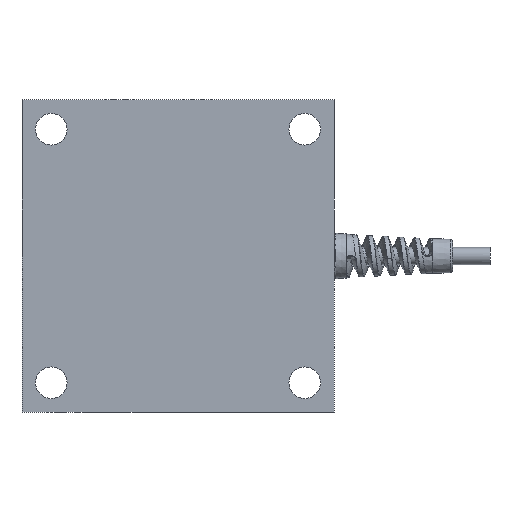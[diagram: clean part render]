
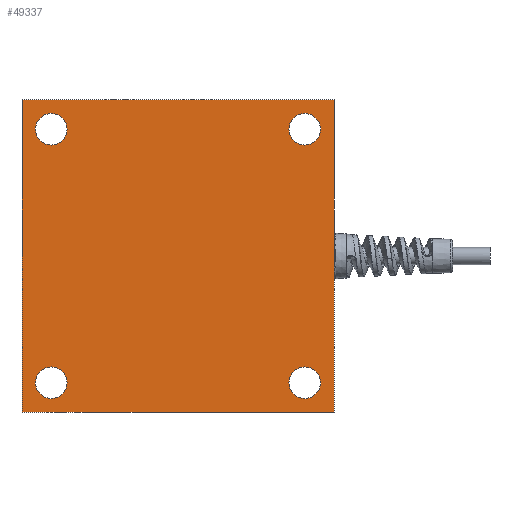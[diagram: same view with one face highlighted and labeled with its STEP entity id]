
A CAD part, front view. The second image highlights one B-rep face of the part: STEP entity #49337.
In plain terms, the highlighted planar face has unit normal (0, -1, 0).
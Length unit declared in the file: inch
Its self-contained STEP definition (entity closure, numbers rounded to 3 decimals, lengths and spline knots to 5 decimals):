
#155 = CARTESIAN_POINT ( 'NONE',  ( 2., -0.605, 2. ) ) ;
#1929 = VERTEX_POINT ( 'NONE', #31507 ) ;
#3423 = DIRECTION ( 'NONE',  ( 0., 0., 1. ) ) ;
#3563 = DIRECTION ( 'NONE',  ( 0., 1., 0. ) ) ;
#3863 = DIRECTION ( 'NONE',  ( 0., 0., 1. ) ) ;
#4132 = ORIENTED_EDGE ( 'NONE', *, *, #22065, .T. ) ;
#4611 = EDGE_CURVE ( 'NONE', #56001, #77757, #30691, .T. ) ;
#4750 = VERTEX_POINT ( 'NONE', #49937 ) ;
#4815 = DIRECTION ( 'NONE',  ( 0., 1., 0. ) ) ;
#5255 = CARTESIAN_POINT ( 'NONE',  ( -2., -0.605, 2. ) ) ;
#5788 = CARTESIAN_POINT ( 'NONE',  ( -2., -0.605, -2. ) ) ;
#6233 = VERTEX_POINT ( 'NONE', #40465 ) ;
#6555 = CARTESIAN_POINT ( 'NONE',  ( 1.625, -0.605, -1.625 ) ) ;
#7070 = EDGE_CURVE ( 'NONE', #1929, #28792, #70902, .T. ) ;
#9095 = EDGE_CURVE ( 'NONE', #77815, #11669, #83968, .T. ) ;
#9190 = AXIS2_PLACEMENT_3D ( 'NONE', #37414, #64575, #3423 ) ;
#9866 = PLANE ( 'NONE',  #66956 ) ;
#10105 = EDGE_CURVE ( 'NONE', #11669, #77815, #84081, .T. ) ;
#10327 = DIRECTION ( 'NONE',  ( 0., -1., 0. ) ) ;
#10493 = ORIENTED_EDGE ( 'NONE', *, *, #37826, .T. ) ;
#11669 = VERTEX_POINT ( 'NONE', #42478 ) ;
#11789 = CARTESIAN_POINT ( 'NONE',  ( -1.625, -0.605, -1.625 ) ) ;
#12521 = LINE ( 'NONE', #5788, #39245 ) ;
#13560 = AXIS2_PLACEMENT_3D ( 'NONE', #57136, #3563, #84369 ) ;
#15711 = FACE_BOUND ( 'NONE', #33114, .T. ) ;
#16789 = VERTEX_POINT ( 'NONE', #37598 ) ;
#17125 = AXIS2_PLACEMENT_3D ( 'NONE', #46958, #54956, #82178 ) ;
#17955 = CARTESIAN_POINT ( 'NONE',  ( 2., -0.605, 2. ) ) ;
#18697 = EDGE_LOOP ( 'NONE', ( #60198, #45468 ) ) ;
#19545 = DIRECTION ( 'NONE',  ( 0., 0., 1. ) ) ;
#19903 = ORIENTED_EDGE ( 'NONE', *, *, #4611, .T. ) ;
#22027 = ORIENTED_EDGE ( 'NONE', *, *, #10105, .T. ) ;
#22065 = EDGE_CURVE ( 'NONE', #43187, #4750, #12521, .T. ) ;
#23702 = EDGE_CURVE ( 'NONE', #4750, #51117, #35003, .T. ) ;
#24030 = CARTESIAN_POINT ( 'NONE',  ( 1.625, -0.605, 1.625 ) ) ;
#26612 = CARTESIAN_POINT ( 'NONE',  ( -2., -0.605, -2. ) ) ;
#26800 = AXIS2_PLACEMENT_3D ( 'NONE', #80715, #4815, #80270 ) ;
#27126 = EDGE_LOOP ( 'NONE', ( #29898, #22027 ) ) ;
#28792 = VERTEX_POINT ( 'NONE', #58773 ) ;
#29898 = ORIENTED_EDGE ( 'NONE', *, *, #9095, .T. ) ;
#30691 = CIRCLE ( 'NONE', #13560, 0.20313 ) ;
#31507 = CARTESIAN_POINT ( 'NONE',  ( 1.625, -0.605, -1.82813 ) ) ;
#32778 = VECTOR ( 'NONE', #78428, 39.37008 ) ;
#33089 = DIRECTION ( 'NONE',  ( 1., 0., 0. ) ) ;
#33114 = EDGE_LOOP ( 'NONE', ( #82932, #83954 ) ) ;
#35003 = LINE ( 'NONE', #155, #45078 ) ;
#35456 = ORIENTED_EDGE ( 'NONE', *, *, #39832, .T. ) ;
#37414 = CARTESIAN_POINT ( 'NONE',  ( -1.625, -0.605, 1.625 ) ) ;
#37598 = CARTESIAN_POINT ( 'NONE',  ( 1.625, -0.605, 1.42187 ) ) ;
#37826 = EDGE_CURVE ( 'NONE', #51117, #70992, #66427, .T. ) ;
#38291 = CARTESIAN_POINT ( 'NONE',  ( -2., -0.605, 2. ) ) ;
#39039 = DIRECTION ( 'NONE',  ( 0., 1., 0. ) ) ;
#39245 = VECTOR ( 'NONE', #33089, 39.37008 ) ;
#39553 = CARTESIAN_POINT ( 'NONE',  ( -1.625, -0.605, 1.42187 ) ) ;
#39832 = EDGE_CURVE ( 'NONE', #70992, #43187, #51664, .T. ) ;
#39940 = DIRECTION ( 'NONE',  ( 0., 0., 1. ) ) ;
#40465 = CARTESIAN_POINT ( 'NONE',  ( 1.625, -0.605, 1.82812 ) ) ;
#40874 = ORIENTED_EDGE ( 'NONE', *, *, #63984, .T. ) ;
#42478 = CARTESIAN_POINT ( 'NONE',  ( -1.625, -0.605, -1.82813 ) ) ;
#42980 = DIRECTION ( 'NONE',  ( 0., 0., -1. ) ) ;
#43187 = VERTEX_POINT ( 'NONE', #26612 ) ;
#44403 = DIRECTION ( 'NONE',  ( 0., 0., 1. ) ) ;
#45078 = VECTOR ( 'NONE', #39940, 39.37008 ) ;
#45468 = ORIENTED_EDGE ( 'NONE', *, *, #7070, .T. ) ;
#46678 = AXIS2_PLACEMENT_3D ( 'NONE', #88222, #67721, #55624 ) ;
#46958 = CARTESIAN_POINT ( 'NONE',  ( -1.625, -0.605, -1.625 ) ) ;
#49337 = ADVANCED_FACE ( 'NONE', ( #64317, #58070, #15711, #70623, #63873 ), #9866, .T. ) ;
#49750 = CARTESIAN_POINT ( 'NONE',  ( -2., -0.605, 2. ) ) ;
#49861 = CIRCLE ( 'NONE', #81216, 0.20313 ) ;
#49937 = CARTESIAN_POINT ( 'NONE',  ( 2., -0.605, -2. ) ) ;
#51117 = VERTEX_POINT ( 'NONE', #17955 ) ;
#51664 = LINE ( 'NONE', #38291, #32778 ) ;
#52300 = AXIS2_PLACEMENT_3D ( 'NONE', #24030, #82613, #3863 ) ;
#52670 = AXIS2_PLACEMENT_3D ( 'NONE', #11789, #39039, #44403 ) ;
#54956 = DIRECTION ( 'NONE',  ( 0., 1., 0. ) ) ;
#55624 = DIRECTION ( 'NONE',  ( 0., 0., 1. ) ) ;
#56001 = VERTEX_POINT ( 'NONE', #39553 ) ;
#57136 = CARTESIAN_POINT ( 'NONE',  ( -1.625, -0.605, 1.625 ) ) ;
#57137 = CARTESIAN_POINT ( 'NONE',  ( -1.625, -0.605, 1.82812 ) ) ;
#58070 = FACE_BOUND ( 'NONE', #18697, .T. ) ;
#58773 = CARTESIAN_POINT ( 'NONE',  ( 1.625, -0.605, -1.42188 ) ) ;
#59499 = CIRCLE ( 'NONE', #46678, 0.20313 ) ;
#60198 = ORIENTED_EDGE ( 'NONE', *, *, #72037, .T. ) ;
#60589 = DIRECTION ( 'NONE',  ( 0., 1., 0. ) ) ;
#62243 = CIRCLE ( 'NONE', #52300, 0.20313 ) ;
#62374 = VECTOR ( 'NONE', #82039, 39.37008 ) ;
#63254 = EDGE_LOOP ( 'NONE', ( #40874, #19903 ) ) ;
#63436 = CARTESIAN_POINT ( 'NONE',  ( 2., -0.605, -2. ) ) ;
#63873 = FACE_OUTER_BOUND ( 'NONE', #78829, .T. ) ;
#63984 = EDGE_CURVE ( 'NONE', #77757, #56001, #81962, .T. ) ;
#64317 = FACE_BOUND ( 'NONE', #27126, .T. ) ;
#64575 = DIRECTION ( 'NONE',  ( 0., 1., 0. ) ) ;
#66381 = EDGE_CURVE ( 'NONE', #6233, #16789, #62243, .T. ) ;
#66427 = LINE ( 'NONE', #5255, #62374 ) ;
#66658 = EDGE_CURVE ( 'NONE', #16789, #6233, #59499, .T. ) ;
#66956 = AXIS2_PLACEMENT_3D ( 'NONE', #63436, #10327, #42980 ) ;
#67721 = DIRECTION ( 'NONE',  ( 0., 1., 0. ) ) ;
#70230 = ORIENTED_EDGE ( 'NONE', *, *, #23702, .T. ) ;
#70623 = FACE_BOUND ( 'NONE', #63254, .T. ) ;
#70902 = CIRCLE ( 'NONE', #26800, 0.20313 ) ;
#70992 = VERTEX_POINT ( 'NONE', #49750 ) ;
#72037 = EDGE_CURVE ( 'NONE', #28792, #1929, #49861, .T. ) ;
#72795 = CARTESIAN_POINT ( 'NONE',  ( -1.625, -0.605, -1.42188 ) ) ;
#77757 = VERTEX_POINT ( 'NONE', #57137 ) ;
#77815 = VERTEX_POINT ( 'NONE', #72795 ) ;
#78428 = DIRECTION ( 'NONE',  ( 0., 0., -1. ) ) ;
#78829 = EDGE_LOOP ( 'NONE', ( #70230, #10493, #35456, #4132 ) ) ;
#80270 = DIRECTION ( 'NONE',  ( 0., 0., 1. ) ) ;
#80715 = CARTESIAN_POINT ( 'NONE',  ( 1.625, -0.605, -1.625 ) ) ;
#81216 = AXIS2_PLACEMENT_3D ( 'NONE', #6555, #60589, #19545 ) ;
#81962 = CIRCLE ( 'NONE', #9190, 0.20313 ) ;
#82039 = DIRECTION ( 'NONE',  ( -1., 0., 0. ) ) ;
#82178 = DIRECTION ( 'NONE',  ( 0., 0., 1. ) ) ;
#82613 = DIRECTION ( 'NONE',  ( 0., 1., 0. ) ) ;
#82932 = ORIENTED_EDGE ( 'NONE', *, *, #66381, .T. ) ;
#83954 = ORIENTED_EDGE ( 'NONE', *, *, #66658, .T. ) ;
#83968 = CIRCLE ( 'NONE', #52670, 0.20313 ) ;
#84081 = CIRCLE ( 'NONE', #17125, 0.20313 ) ;
#84369 = DIRECTION ( 'NONE',  ( 0., 0., 1. ) ) ;
#88222 = CARTESIAN_POINT ( 'NONE',  ( 1.625, -0.605, 1.625 ) ) ;
